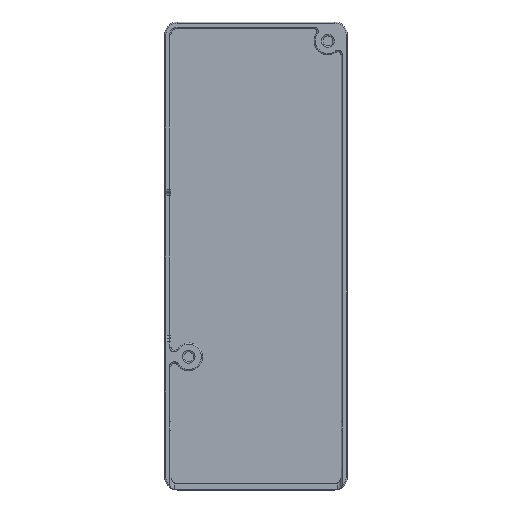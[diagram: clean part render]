
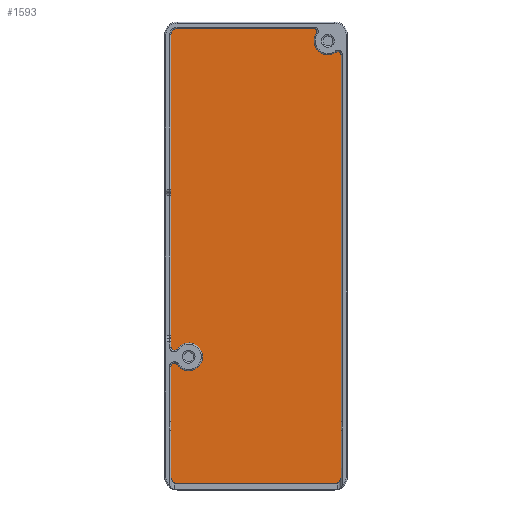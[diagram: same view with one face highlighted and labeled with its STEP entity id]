
A CAD part, top view. The second image highlights one B-rep face of the part: STEP entity #1593.
In plain terms, the highlighted planar face has unit normal (0, 0, 1).
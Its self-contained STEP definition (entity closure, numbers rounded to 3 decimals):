
#102=LINE('',#2405,#207);
#108=LINE('',#2421,#213);
#112=LINE('',#2435,#217);
#122=LINE('',#2529,#227);
#126=LINE('',#2541,#231);
#130=LINE('',#2553,#235);
#159=LINE('',#2746,#264);
#161=LINE('',#2751,#266);
#167=LINE('',#2766,#272);
#169=LINE('',#2771,#274);
#189=LINE('',#2878,#294);
#192=LINE('',#2884,#297);
#193=LINE('',#2888,#298);
#207=VECTOR('',#1857,10.);
#213=VECTOR('',#1871,10.);
#217=VECTOR('',#1883,10.);
#227=VECTOR('',#1953,10.);
#231=VECTOR('',#1963,10.);
#235=VECTOR('',#1975,10.);
#264=VECTOR('',#2232,10.);
#266=VECTOR('',#2236,10.);
#272=VECTOR('',#2252,10.);
#274=VECTOR('',#2256,10.);
#294=VECTOR('',#2334,10.);
#297=VECTOR('',#2339,10.);
#298=VECTOR('',#2342,10.);
#395=FACE_OUTER_BOUND('',#495,.T.);
#495=EDGE_LOOP('',(#1400,#1401,#1402,#1403,#1404,#1405,#1406,#1407,#1408,
#1409,#1410,#1411,#1412,#1413,#1414,#1415,#1416,#1417,#1418,#1419,#1420,
#1421,#1422,#1423));
#511=CIRCLE('',#1628,0.5);
#513=CIRCLE('',#1632,0.5);
#517=CIRCLE('',#1638,0.5);
#519=CIRCLE('',#1641,2.2);
#521=CIRCLE('',#1644,0.5);
#540=CIRCLE('',#1669,1.);
#542=CIRCLE('',#1673,0.5);
#544=CIRCLE('',#1676,2.2);
#546=CIRCLE('',#1679,0.5);
#625=CIRCLE('',#1822,1.);
#626=CIRCLE('',#1823,1.);
#637=VERTEX_POINT('',#2402);
#638=VERTEX_POINT('',#2404);
#641=VERTEX_POINT('',#2411);
#642=VERTEX_POINT('',#2413);
#644=VERTEX_POINT('',#2419);
#646=VERTEX_POINT('',#2425);
#649=VERTEX_POINT('',#2432);
#650=VERTEX_POINT('',#2434);
#655=VERTEX_POINT('',#2449);
#674=VERTEX_POINT('',#2528);
#679=VERTEX_POINT('',#2540);
#681=VERTEX_POINT('',#2546);
#683=VERTEX_POINT('',#2552);
#685=VERTEX_POINT('',#2558);
#687=VERTEX_POINT('',#2564);
#689=VERTEX_POINT('',#2570);
#733=VERTEX_POINT('',#2744);
#735=VERTEX_POINT('',#2749);
#739=VERTEX_POINT('',#2764);
#740=VERTEX_POINT('',#2768);
#761=VERTEX_POINT('',#2877);
#763=VERTEX_POINT('',#2883);
#764=VERTEX_POINT('',#2885);
#765=VERTEX_POINT('',#2887);
#779=EDGE_CURVE('',#638,#637,#102,.T.);
#783=EDGE_CURVE('',#642,#641,#511,.T.);
#787=EDGE_CURVE('',#641,#644,#108,.T.);
#790=EDGE_CURVE('',#644,#646,#513,.T.);
#793=EDGE_CURVE('',#650,#649,#112,.T.);
#799=EDGE_CURVE('',#649,#638,#517,.T.);
#801=EDGE_CURVE('',#655,#642,#519,.T.);
#804=EDGE_CURVE('',#637,#655,#521,.T.);
#826=EDGE_CURVE('',#674,#650,#122,.T.);
#832=EDGE_CURVE('',#679,#674,#126,.T.);
#835=EDGE_CURVE('',#681,#679,#540,.T.);
#838=EDGE_CURVE('',#683,#681,#130,.T.);
#841=EDGE_CURVE('',#685,#683,#542,.T.);
#844=EDGE_CURVE('',#687,#685,#544,.T.);
#847=EDGE_CURVE('',#689,#687,#546,.T.);
#936=EDGE_CURVE('',#733,#689,#159,.T.);
#938=EDGE_CURVE('',#646,#735,#161,.T.);
#946=EDGE_CURVE('',#739,#733,#167,.T.);
#948=EDGE_CURVE('',#740,#735,#169,.T.);
#984=EDGE_CURVE('',#761,#739,#189,.T.);
#987=EDGE_CURVE('',#740,#763,#192,.T.);
#988=EDGE_CURVE('',#763,#764,#625,.T.);
#989=EDGE_CURVE('',#764,#765,#193,.T.);
#990=EDGE_CURVE('',#765,#761,#626,.T.);
#1400=ORIENTED_EDGE('',*,*,#987,.T.);
#1401=ORIENTED_EDGE('',*,*,#988,.T.);
#1402=ORIENTED_EDGE('',*,*,#989,.T.);
#1403=ORIENTED_EDGE('',*,*,#990,.T.);
#1404=ORIENTED_EDGE('',*,*,#984,.T.);
#1405=ORIENTED_EDGE('',*,*,#946,.T.);
#1406=ORIENTED_EDGE('',*,*,#936,.T.);
#1407=ORIENTED_EDGE('',*,*,#847,.T.);
#1408=ORIENTED_EDGE('',*,*,#844,.T.);
#1409=ORIENTED_EDGE('',*,*,#841,.T.);
#1410=ORIENTED_EDGE('',*,*,#838,.T.);
#1411=ORIENTED_EDGE('',*,*,#835,.T.);
#1412=ORIENTED_EDGE('',*,*,#832,.T.);
#1413=ORIENTED_EDGE('',*,*,#826,.T.);
#1414=ORIENTED_EDGE('',*,*,#793,.T.);
#1415=ORIENTED_EDGE('',*,*,#799,.T.);
#1416=ORIENTED_EDGE('',*,*,#779,.T.);
#1417=ORIENTED_EDGE('',*,*,#804,.T.);
#1418=ORIENTED_EDGE('',*,*,#801,.T.);
#1419=ORIENTED_EDGE('',*,*,#783,.T.);
#1420=ORIENTED_EDGE('',*,*,#787,.T.);
#1421=ORIENTED_EDGE('',*,*,#790,.T.);
#1422=ORIENTED_EDGE('',*,*,#938,.T.);
#1423=ORIENTED_EDGE('',*,*,#948,.F.);
#1503=PLANE('',#1821);
#1593=ADVANCED_FACE('',(#395),#1503,.F.);
#1628=AXIS2_PLACEMENT_3D('',#2414,#1864,#1865);
#1632=AXIS2_PLACEMENT_3D('',#2427,#1877,#1878);
#1638=AXIS2_PLACEMENT_3D('',#2445,#1894,#1895);
#1641=AXIS2_PLACEMENT_3D('',#2450,#1900,#1901);
#1644=AXIS2_PLACEMENT_3D('',#2454,#1907,#1908);
#1669=AXIS2_PLACEMENT_3D('',#2547,#1969,#1970);
#1673=AXIS2_PLACEMENT_3D('',#2559,#1981,#1982);
#1676=AXIS2_PLACEMENT_3D('',#2565,#1988,#1989);
#1679=AXIS2_PLACEMENT_3D('',#2571,#1995,#1996);
#1821=AXIS2_PLACEMENT_3D('',#2882,#2337,#2338);
#1822=AXIS2_PLACEMENT_3D('',#2886,#2340,#2341);
#1823=AXIS2_PLACEMENT_3D('',#2889,#2343,#2344);
#1857=DIRECTION('',(1.,0.,0.));
#1864=DIRECTION('center_axis',(0.,0.,1.));
#1865=DIRECTION('ref_axis',(0.471,0.882,0.));
#1871=DIRECTION('',(-1.,0.,0.));
#1877=DIRECTION('center_axis',(0.,0.,1.));
#1878=DIRECTION('ref_axis',(-0.707,0.707,0.));
#1883=DIRECTION('',(0.,-1.,0.));
#1894=DIRECTION('center_axis',(0.,0.,1.));
#1895=DIRECTION('ref_axis',(-0.707,-0.707,0.));
#1900=DIRECTION('center_axis',(0.,0.,-1.));
#1901=DIRECTION('ref_axis',(1.,0.,0.));
#1907=DIRECTION('center_axis',(0.,0.,1.));
#1908=DIRECTION('ref_axis',(0.471,-0.882,0.));
#1953=DIRECTION('',(0.,-1.,0.));
#1963=DIRECTION('',(0.,-1.,0.));
#1969=DIRECTION('center_axis',(0.,0.,1.));
#1970=DIRECTION('ref_axis',(-1.,0.,0.));
#1975=DIRECTION('',(-1.,0.,0.));
#1981=DIRECTION('center_axis',(0.,0.,1.));
#1982=DIRECTION('ref_axis',(0.882,0.471,0.));
#1988=DIRECTION('center_axis',(0.,0.,-1.));
#1989=DIRECTION('ref_axis',(1.,0.,0.));
#1995=DIRECTION('center_axis',(0.,0.,1.));
#1996=DIRECTION('ref_axis',(0.454,0.891,0.));
#2232=DIRECTION('',(0.,1.,0.));
#2236=DIRECTION('',(0.,-1.,0.));
#2252=DIRECTION('',(0.,1.,0.));
#2256=DIRECTION('',(0.,1.,0.));
#2334=DIRECTION('',(0.,1.,0.));
#2337=DIRECTION('center_axis',(0.,0.,-1.));
#2338=DIRECTION('ref_axis',(1.,0.,0.));
#2339=DIRECTION('',(0.,-1.,0.));
#2340=DIRECTION('center_axis',(0.,0.,1.));
#2341=DIRECTION('ref_axis',(-0.707,-0.707,0.));
#2342=DIRECTION('',(1.,0.,0.));
#2343=DIRECTION('center_axis',(0.,0.,1.));
#2344=DIRECTION('ref_axis',(0.707,-0.707,0.));
#2402=CARTESIAN_POINT('',(-52.103,87.512,-10.));
#2404=CARTESIAN_POINT('',(-52.173,87.512,-10.));
#2405=CARTESIAN_POINT('',(-45.495,87.512,-10.));
#2411=CARTESIAN_POINT('',(-52.103,85.512,-10.));
#2413=CARTESIAN_POINT('',(-51.687,85.29,-10.));
#2414=CARTESIAN_POINT('Origin',(-52.103,85.012,-10.));
#2419=CARTESIAN_POINT('',(-52.173,85.512,-10.));
#2421=CARTESIAN_POINT('',(-45.923,85.512,-10.));
#2425=CARTESIAN_POINT('',(-52.673,85.012,-10.));
#2427=CARTESIAN_POINT('Origin',(-52.173,85.012,-10.));
#2432=CARTESIAN_POINT('',(-52.673,88.012,-10.));
#2434=CARTESIAN_POINT('',(-52.673,89.393,-10.));
#2435=CARTESIAN_POINT('',(-52.673,96.287,-10.));
#2445=CARTESIAN_POINT('Origin',(-52.173,88.012,-10.));
#2449=CARTESIAN_POINT('',(-51.687,87.735,-10.));
#2450=CARTESIAN_POINT('Origin',(-49.858,86.512,-10.));
#2454=CARTESIAN_POINT('Origin',(-52.103,88.012,-10.));
#2528=CARTESIAN_POINT('',(-52.673,112.619,-10.));
#2529=CARTESIAN_POINT('',(-52.673,96.287,-10.));
#2540=CARTESIAN_POINT('',(-52.673,137.681,-10.));
#2541=CARTESIAN_POINT('',(-52.673,137.681,-10.));
#2546=CARTESIAN_POINT('',(-51.673,138.681,-10.));
#2547=CARTESIAN_POINT('Origin',(-51.673,137.681,-10.));
#2552=CARTESIAN_POINT('',(-30.002,138.681,-10.));
#2553=CARTESIAN_POINT('',(-32.923,138.681,-10.));
#2558=CARTESIAN_POINT('',(-29.587,137.903,-10.));
#2559=CARTESIAN_POINT('Origin',(-30.002,138.181,-10.));
#2564=CARTESIAN_POINT('',(-26.467,134.898,-10.));
#2565=CARTESIAN_POINT('Origin',(-27.76,136.677,-10.));
#2570=CARTESIAN_POINT('',(-25.673,134.493,-10.));
#2571=CARTESIAN_POINT('Origin',(-26.173,134.493,-10.));
#2744=CARTESIAN_POINT('',(-25.673,76.181,-10.));
#2746=CARTESIAN_POINT('',(-25.673,84.931,-10.));
#2749=CARTESIAN_POINT('',(-52.673,76.181,-10.));
#2751=CARTESIAN_POINT('',(-52.673,96.287,-10.));
#2764=CARTESIAN_POINT('',(-25.673,74.881,-10.));
#2766=CARTESIAN_POINT('',(-25.673,74.881,-10.));
#2768=CARTESIAN_POINT('',(-52.673,74.881,-10.));
#2771=CARTESIAN_POINT('',(-52.673,74.881,-10.));
#2877=CARTESIAN_POINT('',(-25.673,67.381,-10.));
#2878=CARTESIAN_POINT('',(-25.673,83.631,-10.));
#2882=CARTESIAN_POINT('Origin',(-39.173,101.881,-10.));
#2883=CARTESIAN_POINT('',(-52.673,67.381,-10.));
#2884=CARTESIAN_POINT('',(-52.673,94.987,-10.));
#2885=CARTESIAN_POINT('',(-51.673,66.381,-10.));
#2886=CARTESIAN_POINT('Origin',(-51.673,67.381,-10.));
#2887=CARTESIAN_POINT('',(-26.673,66.381,-10.));
#2888=CARTESIAN_POINT('',(-32.423,66.381,-10.));
#2889=CARTESIAN_POINT('Origin',(-26.673,67.381,-10.));
